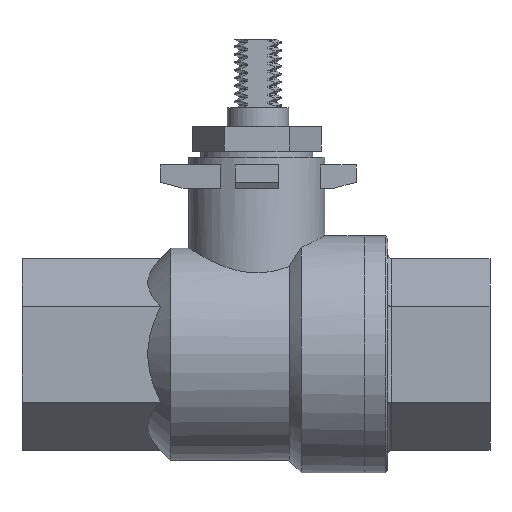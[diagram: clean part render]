
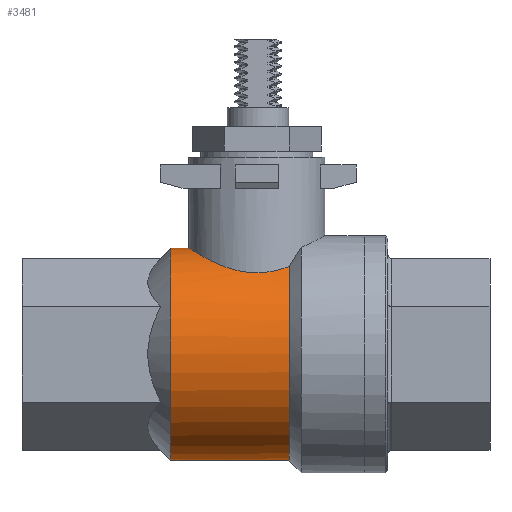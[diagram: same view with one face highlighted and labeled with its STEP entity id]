
A CAD part, front view. The second image highlights one B-rep face of the part: STEP entity #3481.
In plain terms, the highlighted cylindrical face has radius 13.5 mm (diameter 27 mm), a full revolution.
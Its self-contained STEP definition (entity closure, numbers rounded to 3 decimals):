
#244=FACE_OUTER_BOUND('',#451,.T.);
#451=EDGE_LOOP('',(#2518,#2519,#2520,#2521,#2522,#2523,#2524));
#651=B_SPLINE_CURVE_WITH_KNOTS('',3,(#10347,#10348,#10349,#10350,#10351,
#10352,#10353,#10354,#10355,#10356,#10357,#10358,#10359,#10360,#10361),
 .UNSPECIFIED.,.F.,.F.,(4,2,3,2,2,2,4),(-0.427,-0.34,
0.,0.34,0.679,1.016,1.352),
 .UNSPECIFIED.);
#655=B_SPLINE_CURVE_WITH_KNOTS('',3,(#10395,#10396,#10397,#10398,#10399,
#10400,#10401,#10402,#10403,#10404,#10405,#10406,#10407,#10408),
 .UNSPECIFIED.,.F.,.F.,(4,2,2,2,2,2,4),(1.352,1.689,
2.025,2.365,2.704,3.044,3.131),
 .UNSPECIFIED.);
#864=CIRCLE('',#3731,13.5);
#865=CIRCLE('',#3732,13.5);
#866=CIRCLE('',#3733,13.5);
#975=LINE('',#10414,#1204);
#1204=VECTOR('',#4088,13.5);
#1448=VERTEX_POINT('',#10344);
#1449=VERTEX_POINT('',#10346);
#1454=VERTEX_POINT('',#10393);
#1455=VERTEX_POINT('',#10411);
#1456=VERTEX_POINT('',#10413);
#1849=EDGE_CURVE('',#1449,#1448,#651,.T.);
#1855=EDGE_CURVE('',#1448,#1454,#655,.T.);
#1856=EDGE_CURVE('',#1455,#1454,#864,.T.);
#1857=EDGE_CURVE('',#1455,#1456,#975,.T.);
#1858=EDGE_CURVE('',#1456,#1456,#865,.T.);
#1859=EDGE_CURVE('',#1449,#1455,#866,.T.);
#2518=ORIENTED_EDGE('',*,*,#1849,.T.);
#2519=ORIENTED_EDGE('',*,*,#1855,.T.);
#2520=ORIENTED_EDGE('',*,*,#1856,.F.);
#2521=ORIENTED_EDGE('',*,*,#1857,.T.);
#2522=ORIENTED_EDGE('',*,*,#1858,.F.);
#2523=ORIENTED_EDGE('',*,*,#1857,.F.);
#2524=ORIENTED_EDGE('',*,*,#1859,.F.);
#3371=CYLINDRICAL_SURFACE('',#3730,13.5);
#3481=ADVANCED_FACE('',(#244),#3371,.T.);
#3730=AXIS2_PLACEMENT_3D('',#10410,#4084,#4085);
#3731=AXIS2_PLACEMENT_3D('',#10412,#4086,#4087);
#3732=AXIS2_PLACEMENT_3D('',#10415,#4089,#4090);
#3733=AXIS2_PLACEMENT_3D('',#10416,#4091,#4092);
#4084=DIRECTION('center_axis',(1.,0.,0.));
#4085=DIRECTION('ref_axis',(0.,1.,0.));
#4086=DIRECTION('center_axis',(1.,0.,0.));
#4087=DIRECTION('ref_axis',(0.,1.,0.));
#4088=DIRECTION('',(-1.,0.,0.));
#4089=DIRECTION('center_axis',(-1.,0.,0.));
#4090=DIRECTION('ref_axis',(0.,1.,0.));
#4091=DIRECTION('center_axis',(1.,0.,0.));
#4092=DIRECTION('ref_axis',(0.,1.,0.));
#10344=CARTESIAN_POINT('',(21.2,0.,13.5));
#10346=CARTESIAN_POINT('',(34.,-7.589,11.165));
#10347=CARTESIAN_POINT('Ctrl Pts',(34.,-7.589,11.165));
#10348=CARTESIAN_POINT('Ctrl Pts',(33.744,-7.729,11.069));
#10349=CARTESIAN_POINT('Ctrl Pts',(33.479,-7.857,10.979));
#10350=CARTESIAN_POINT('Ctrl Pts',(32.151,-8.417,10.569));
#10351=CARTESIAN_POINT('Ctrl Pts',(30.982,-8.65,10.365));
#10352=CARTESIAN_POINT('Ctrl Pts',(29.85,-8.65,10.365));
#10353=CARTESIAN_POINT('Ctrl Pts',(28.718,-8.65,10.365));
#10354=CARTESIAN_POINT('Ctrl Pts',(27.549,-8.417,10.569));
#10355=CARTESIAN_POINT('Ctrl Pts',(25.436,-7.527,11.221));
#10356=CARTESIAN_POINT('Ctrl Pts',(24.487,-6.87,11.652));
#10357=CARTESIAN_POINT('Ctrl Pts',(22.987,-5.37,12.414));
#10358=CARTESIAN_POINT('Ctrl Pts',(22.325,-4.419,12.803));
#10359=CARTESIAN_POINT('Ctrl Pts',(21.431,-2.296,13.348));
#10360=CARTESIAN_POINT('Ctrl Pts',(21.2,-1.122,13.5));
#10361=CARTESIAN_POINT('Ctrl Pts',(21.2,0.,13.5));
#10393=CARTESIAN_POINT('',(34.,7.589,11.165));
#10395=CARTESIAN_POINT('Ctrl Pts',(21.2,0.,13.5));
#10396=CARTESIAN_POINT('Ctrl Pts',(21.2,1.122,13.5));
#10397=CARTESIAN_POINT('Ctrl Pts',(21.431,2.296,13.348));
#10398=CARTESIAN_POINT('Ctrl Pts',(22.325,4.419,12.803));
#10399=CARTESIAN_POINT('Ctrl Pts',(22.987,5.37,12.414));
#10400=CARTESIAN_POINT('Ctrl Pts',(24.487,6.87,11.652));
#10401=CARTESIAN_POINT('Ctrl Pts',(25.436,7.527,11.221));
#10402=CARTESIAN_POINT('Ctrl Pts',(27.549,8.417,10.569));
#10403=CARTESIAN_POINT('Ctrl Pts',(28.718,8.65,10.365));
#10404=CARTESIAN_POINT('Ctrl Pts',(30.982,8.65,10.365));
#10405=CARTESIAN_POINT('Ctrl Pts',(32.151,8.417,10.569));
#10406=CARTESIAN_POINT('Ctrl Pts',(33.479,7.857,10.979));
#10407=CARTESIAN_POINT('Ctrl Pts',(33.744,7.729,11.069));
#10408=CARTESIAN_POINT('Ctrl Pts',(34.,7.589,11.165));
#10410=CARTESIAN_POINT('Origin',(21.,0.,0.));
#10411=CARTESIAN_POINT('',(34.,-13.5,0.));
#10412=CARTESIAN_POINT('Origin',(34.,0.,0.));
#10413=CARTESIAN_POINT('',(18.94,-13.5,0.));
#10414=CARTESIAN_POINT('',(21.,-13.5,0.));
#10415=CARTESIAN_POINT('Origin',(18.94,0.,0.));
#10416=CARTESIAN_POINT('Origin',(34.,0.,0.));
